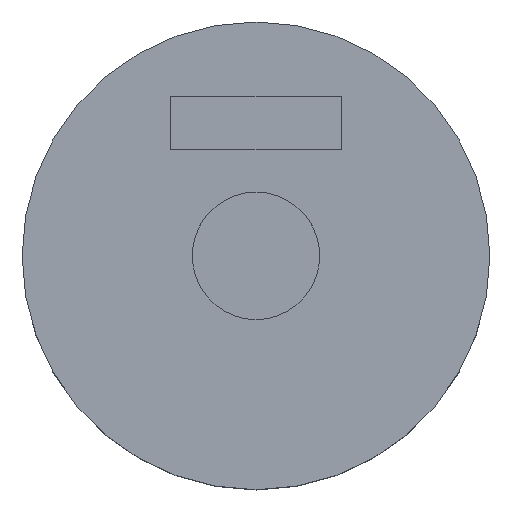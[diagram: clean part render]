
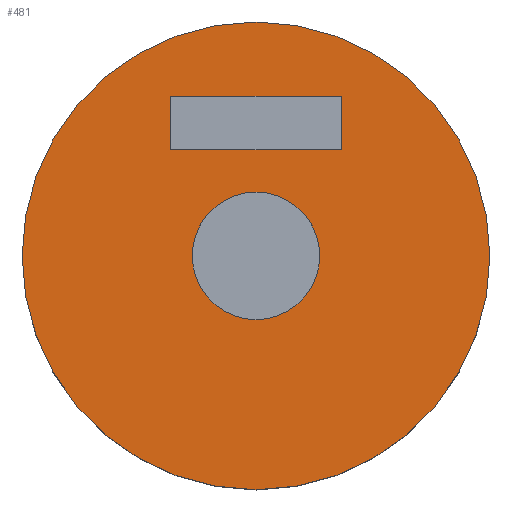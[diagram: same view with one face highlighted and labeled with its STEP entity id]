
A CAD part, top view. The second image highlights one B-rep face of the part: STEP entity #481.
In plain terms, the highlighted planar face has unit normal (0, 0, 1).
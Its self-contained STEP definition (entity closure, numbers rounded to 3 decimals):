
#401 = EDGE_CURVE('',#402,#402,#404,.T.);
#402 = VERTEX_POINT('',#403);
#403 = CARTESIAN_POINT('',(3.,0.,8.));
#404 = SURFACE_CURVE('',#405,(#410,#421),.PCURVE_S1.);
#405 = CIRCLE('',#406,3.);
#406 = AXIS2_PLACEMENT_3D('',#407,#408,#409);
#407 = CARTESIAN_POINT('',(0.,0.,8.));
#408 = DIRECTION('',(0.,0.,-1.));
#409 = DIRECTION('',(1.,0.,0.));
#410 = PCURVE('',#411,#416);
#411 = CYLINDRICAL_SURFACE('',#412,3.);
#412 = AXIS2_PLACEMENT_3D('',#413,#414,#415);
#413 = CARTESIAN_POINT('',(0.,0.,8.));
#414 = DIRECTION('',(0.,0.,-1.));
#415 = DIRECTION('',(1.,0.,0.));
#416 = DEFINITIONAL_REPRESENTATION('',(#417),#420);
#417 = B_SPLINE_CURVE_WITH_KNOTS('',1,(#418,#419),.UNSPECIFIED.,.F.,.F.,
  (2,2),(0.,6.283),.PIECEWISE_BEZIER_KNOTS.);
#418 = CARTESIAN_POINT('',(0.,0.));
#419 = CARTESIAN_POINT('',(6.283,0.));
#420 = ( GEOMETRIC_REPRESENTATION_CONTEXT(2) 
PARAMETRIC_REPRESENTATION_CONTEXT() REPRESENTATION_CONTEXT('2D SPACE',''
  ) );
#421 = PCURVE('',#422,#427);
#422 = PLANE('',#423);
#423 = AXIS2_PLACEMENT_3D('',#424,#425,#426);
#424 = CARTESIAN_POINT('',(0.,0.,8.));
#425 = DIRECTION('',(0.,0.,-1.));
#426 = DIRECTION('',(1.,0.,0.));
#427 = DEFINITIONAL_REPRESENTATION('',(#428),#432);
#428 = CIRCLE('',#429,3.);
#429 = AXIS2_PLACEMENT_2D('',#430,#431);
#430 = CARTESIAN_POINT('',(0.,0.));
#431 = DIRECTION('',(1.,0.));
#432 = ( GEOMETRIC_REPRESENTATION_CONTEXT(2) 
PARAMETRIC_REPRESENTATION_CONTEXT() REPRESENTATION_CONTEXT('2D SPACE',''
  ) );
#481 = ADVANCED_FACE('',(#482,#512,#626),#422,.F.);
#482 = FACE_BOUND('',#483,.F.);
#483 = EDGE_LOOP('',(#484));
#484 = ORIENTED_EDGE('',*,*,#485,.T.);
#485 = EDGE_CURVE('',#486,#486,#488,.T.);
#486 = VERTEX_POINT('',#487);
#487 = CARTESIAN_POINT('',(11.,0.,8.));
#488 = SURFACE_CURVE('',#489,(#494,#501),.PCURVE_S1.);
#489 = CIRCLE('',#490,11.);
#490 = AXIS2_PLACEMENT_3D('',#491,#492,#493);
#491 = CARTESIAN_POINT('',(0.,0.,8.));
#492 = DIRECTION('',(0.,0.,-1.));
#493 = DIRECTION('',(1.,0.,0.));
#494 = PCURVE('',#422,#495);
#495 = DEFINITIONAL_REPRESENTATION('',(#496),#500);
#496 = CIRCLE('',#497,11.);
#497 = AXIS2_PLACEMENT_2D('',#498,#499);
#498 = CARTESIAN_POINT('',(0.,0.));
#499 = DIRECTION('',(1.,0.));
#500 = ( GEOMETRIC_REPRESENTATION_CONTEXT(2) 
PARAMETRIC_REPRESENTATION_CONTEXT() REPRESENTATION_CONTEXT('2D SPACE',''
  ) );
#501 = PCURVE('',#502,#507);
#502 = CYLINDRICAL_SURFACE('',#503,11.);
#503 = AXIS2_PLACEMENT_3D('',#504,#505,#506);
#504 = CARTESIAN_POINT('',(0.,0.,1.));
#505 = DIRECTION('',(0.,0.,1.));
#506 = DIRECTION('',(1.,0.,0.));
#507 = DEFINITIONAL_REPRESENTATION('',(#508),#511);
#508 = B_SPLINE_CURVE_WITH_KNOTS('',1,(#509,#510),.UNSPECIFIED.,.F.,.F.,
  (2,2),(0.,6.283),.PIECEWISE_BEZIER_KNOTS.);
#509 = CARTESIAN_POINT('',(0.,7.));
#510 = CARTESIAN_POINT('',(-6.283,7.));
#511 = ( GEOMETRIC_REPRESENTATION_CONTEXT(2) 
PARAMETRIC_REPRESENTATION_CONTEXT() REPRESENTATION_CONTEXT('2D SPACE',''
  ) );
#512 = FACE_BOUND('',#513,.F.);
#513 = EDGE_LOOP('',(#514,#544,#572,#600));
#514 = ORIENTED_EDGE('',*,*,#515,.F.);
#515 = EDGE_CURVE('',#516,#518,#520,.T.);
#516 = VERTEX_POINT('',#517);
#517 = CARTESIAN_POINT('',(4.,5.,8.));
#518 = VERTEX_POINT('',#519);
#519 = CARTESIAN_POINT('',(-4.,5.,8.));
#520 = SURFACE_CURVE('',#521,(#525,#532),.PCURVE_S1.);
#521 = LINE('',#522,#523);
#522 = CARTESIAN_POINT('',(4.,5.,8.));
#523 = VECTOR('',#524,1.);
#524 = DIRECTION('',(-1.,0.,0.));
#525 = PCURVE('',#422,#526);
#526 = DEFINITIONAL_REPRESENTATION('',(#527),#531);
#527 = LINE('',#528,#529);
#528 = CARTESIAN_POINT('',(4.,-5.));
#529 = VECTOR('',#530,1.);
#530 = DIRECTION('',(-1.,0.));
#531 = ( GEOMETRIC_REPRESENTATION_CONTEXT(2) 
PARAMETRIC_REPRESENTATION_CONTEXT() REPRESENTATION_CONTEXT('2D SPACE',''
  ) );
#532 = PCURVE('',#533,#538);
#533 = PLANE('',#534);
#534 = AXIS2_PLACEMENT_3D('',#535,#536,#537);
#535 = CARTESIAN_POINT('',(4.,5.,8.));
#536 = DIRECTION('',(0.,1.,0.));
#537 = DIRECTION('',(-1.,0.,0.));
#538 = DEFINITIONAL_REPRESENTATION('',(#539),#543);
#539 = LINE('',#540,#541);
#540 = CARTESIAN_POINT('',(0.,0.));
#541 = VECTOR('',#542,1.);
#542 = DIRECTION('',(1.,0.));
#543 = ( GEOMETRIC_REPRESENTATION_CONTEXT(2) 
PARAMETRIC_REPRESENTATION_CONTEXT() REPRESENTATION_CONTEXT('2D SPACE',''
  ) );
#544 = ORIENTED_EDGE('',*,*,#545,.F.);
#545 = EDGE_CURVE('',#546,#516,#548,.T.);
#546 = VERTEX_POINT('',#547);
#547 = CARTESIAN_POINT('',(4.,7.5,8.));
#548 = SURFACE_CURVE('',#549,(#553,#560),.PCURVE_S1.);
#549 = LINE('',#550,#551);
#550 = CARTESIAN_POINT('',(4.,7.5,8.));
#551 = VECTOR('',#552,1.);
#552 = DIRECTION('',(-0.,-1.,0.));
#553 = PCURVE('',#422,#554);
#554 = DEFINITIONAL_REPRESENTATION('',(#555),#559);
#555 = LINE('',#556,#557);
#556 = CARTESIAN_POINT('',(4.,-7.5));
#557 = VECTOR('',#558,1.);
#558 = DIRECTION('',(0.,1.));
#559 = ( GEOMETRIC_REPRESENTATION_CONTEXT(2) 
PARAMETRIC_REPRESENTATION_CONTEXT() REPRESENTATION_CONTEXT('2D SPACE',''
  ) );
#560 = PCURVE('',#561,#566);
#561 = PLANE('',#562);
#562 = AXIS2_PLACEMENT_3D('',#563,#564,#565);
#563 = CARTESIAN_POINT('',(4.,7.5,8.));
#564 = DIRECTION('',(-1.,0.,0.));
#565 = DIRECTION('',(0.,-1.,0.));
#566 = DEFINITIONAL_REPRESENTATION('',(#567),#571);
#567 = LINE('',#568,#569);
#568 = CARTESIAN_POINT('',(0.,0.));
#569 = VECTOR('',#570,1.);
#570 = DIRECTION('',(1.,0.));
#571 = ( GEOMETRIC_REPRESENTATION_CONTEXT(2) 
PARAMETRIC_REPRESENTATION_CONTEXT() REPRESENTATION_CONTEXT('2D SPACE',''
  ) );
#572 = ORIENTED_EDGE('',*,*,#573,.F.);
#573 = EDGE_CURVE('',#574,#546,#576,.T.);
#574 = VERTEX_POINT('',#575);
#575 = CARTESIAN_POINT('',(-4.,7.5,8.));
#576 = SURFACE_CURVE('',#577,(#581,#588),.PCURVE_S1.);
#577 = LINE('',#578,#579);
#578 = CARTESIAN_POINT('',(-4.,7.5,8.));
#579 = VECTOR('',#580,1.);
#580 = DIRECTION('',(1.,0.,0.));
#581 = PCURVE('',#422,#582);
#582 = DEFINITIONAL_REPRESENTATION('',(#583),#587);
#583 = LINE('',#584,#585);
#584 = CARTESIAN_POINT('',(-4.,-7.5));
#585 = VECTOR('',#586,1.);
#586 = DIRECTION('',(1.,0.));
#587 = ( GEOMETRIC_REPRESENTATION_CONTEXT(2) 
PARAMETRIC_REPRESENTATION_CONTEXT() REPRESENTATION_CONTEXT('2D SPACE',''
  ) );
#588 = PCURVE('',#589,#594);
#589 = PLANE('',#590);
#590 = AXIS2_PLACEMENT_3D('',#591,#592,#593);
#591 = CARTESIAN_POINT('',(-4.,7.5,8.));
#592 = DIRECTION('',(0.,-1.,0.));
#593 = DIRECTION('',(1.,0.,0.));
#594 = DEFINITIONAL_REPRESENTATION('',(#595),#599);
#595 = LINE('',#596,#597);
#596 = CARTESIAN_POINT('',(0.,0.));
#597 = VECTOR('',#598,1.);
#598 = DIRECTION('',(1.,0.));
#599 = ( GEOMETRIC_REPRESENTATION_CONTEXT(2) 
PARAMETRIC_REPRESENTATION_CONTEXT() REPRESENTATION_CONTEXT('2D SPACE',''
  ) );
#600 = ORIENTED_EDGE('',*,*,#601,.F.);
#601 = EDGE_CURVE('',#518,#574,#602,.T.);
#602 = SURFACE_CURVE('',#603,(#607,#614),.PCURVE_S1.);
#603 = LINE('',#604,#605);
#604 = CARTESIAN_POINT('',(-4.,5.,8.));
#605 = VECTOR('',#606,1.);
#606 = DIRECTION('',(0.,1.,0.));
#607 = PCURVE('',#422,#608);
#608 = DEFINITIONAL_REPRESENTATION('',(#609),#613);
#609 = LINE('',#610,#611);
#610 = CARTESIAN_POINT('',(-4.,-5.));
#611 = VECTOR('',#612,1.);
#612 = DIRECTION('',(0.,-1.));
#613 = ( GEOMETRIC_REPRESENTATION_CONTEXT(2) 
PARAMETRIC_REPRESENTATION_CONTEXT() REPRESENTATION_CONTEXT('2D SPACE',''
  ) );
#614 = PCURVE('',#615,#620);
#615 = PLANE('',#616);
#616 = AXIS2_PLACEMENT_3D('',#617,#618,#619);
#617 = CARTESIAN_POINT('',(-4.,5.,8.));
#618 = DIRECTION('',(1.,0.,0.));
#619 = DIRECTION('',(0.,1.,0.));
#620 = DEFINITIONAL_REPRESENTATION('',(#621),#625);
#621 = LINE('',#622,#623);
#622 = CARTESIAN_POINT('',(0.,0.));
#623 = VECTOR('',#624,1.);
#624 = DIRECTION('',(1.,0.));
#625 = ( GEOMETRIC_REPRESENTATION_CONTEXT(2) 
PARAMETRIC_REPRESENTATION_CONTEXT() REPRESENTATION_CONTEXT('2D SPACE',''
  ) );
#626 = FACE_BOUND('',#627,.F.);
#627 = EDGE_LOOP('',(#628));
#628 = ORIENTED_EDGE('',*,*,#401,.F.);
